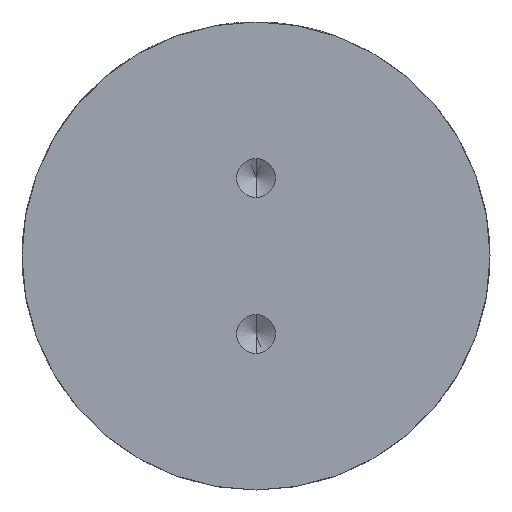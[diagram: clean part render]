
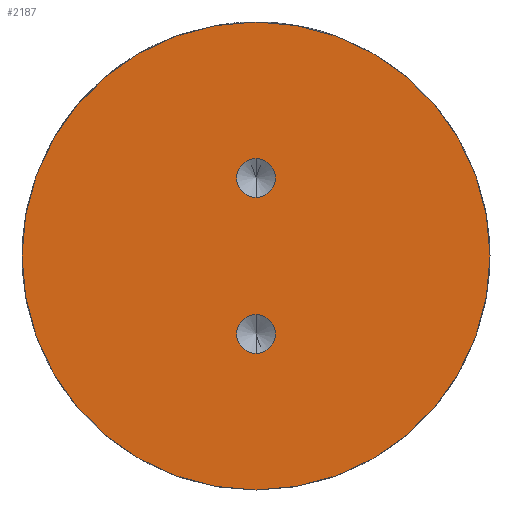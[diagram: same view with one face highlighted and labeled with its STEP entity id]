
A CAD part, front view. The second image highlights one B-rep face of the part: STEP entity #2187.
In plain terms, the highlighted planar face has unit normal (0, -1, 0).
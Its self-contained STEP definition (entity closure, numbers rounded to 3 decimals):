
#8 = DIRECTION ( 'NONE',  ( 0., -1., 0. ) ) ;
#77 = CIRCLE ( 'NONE', #251, 1.25 ) ;
#120 = DIRECTION ( 'NONE',  ( 0., 0., 1. ) ) ;
#121 = EDGE_LOOP ( 'NONE', ( #356, #2028 ) ) ;
#134 = AXIS2_PLACEMENT_3D ( 'NONE', #666, #1190, #1360 ) ;
#153 = EDGE_CURVE ( 'NONE', #1192, #1880, #2142, .T. ) ;
#156 = CARTESIAN_POINT ( 'NONE',  ( 0., 0., -3.75 ) ) ;
#176 = CARTESIAN_POINT ( 'NONE',  ( 0., 0., 0. ) ) ;
#179 = FACE_BOUND ( 'NONE', #1479, .T. ) ;
#181 = DIRECTION ( 'NONE',  ( 0., 1., 0. ) ) ;
#226 = ORIENTED_EDGE ( 'NONE', *, *, #153, .F. ) ;
#231 = ORIENTED_EDGE ( 'NONE', *, *, #1234, .F. ) ;
#251 = AXIS2_PLACEMENT_3D ( 'NONE', #2038, #8, #2053 ) ;
#279 = DIRECTION ( 'NONE',  ( 0., 0., -1. ) ) ;
#308 = AXIS2_PLACEMENT_3D ( 'NONE', #1483, #1293, #279 ) ;
#337 = DIRECTION ( 'NONE',  ( 0., 0., 1. ) ) ;
#356 = ORIENTED_EDGE ( 'NONE', *, *, #1838, .F. ) ;
#422 = DIRECTION ( 'NONE',  ( 0., -1., 0. ) ) ;
#437 = ORIENTED_EDGE ( 'NONE', *, *, #1698, .F. ) ;
#440 = CIRCLE ( 'NONE', #134, 1.25 ) ;
#487 = PLANE ( 'NONE',  #629 ) ;
#559 = DIRECTION ( 'NONE',  ( 0., 0., 1. ) ) ;
#609 = FACE_BOUND ( 'NONE', #1019, .T. ) ;
#629 = AXIS2_PLACEMENT_3D ( 'NONE', #176, #181, #337 ) ;
#666 = CARTESIAN_POINT ( 'NONE',  ( 0., 0., -5. ) ) ;
#752 = EDGE_CURVE ( 'NONE', #2110, #1249, #2192, .T. ) ;
#758 = CARTESIAN_POINT ( 'NONE',  ( 0., 0., 5. ) ) ;
#767 = CARTESIAN_POINT ( 'NONE',  ( 0., 0., 0. ) ) ;
#769 = DIRECTION ( 'NONE',  ( 0., 0., -1. ) ) ;
#775 = CARTESIAN_POINT ( 'NONE',  ( 0., 0., -6.25 ) ) ;
#847 = CIRCLE ( 'NONE', #2081, 15. ) ;
#913 = ORIENTED_EDGE ( 'NONE', *, *, #2189, .F. ) ;
#916 = CIRCLE ( 'NONE', #1510, 1.25 ) ;
#981 = CARTESIAN_POINT ( 'NONE',  ( 0., 0., 6.25 ) ) ;
#1019 = EDGE_LOOP ( 'NONE', ( #231, #913 ) ) ;
#1090 = DIRECTION ( 'NONE',  ( 0., 1., 0. ) ) ;
#1190 = DIRECTION ( 'NONE',  ( 0., -1., 0. ) ) ;
#1192 = VERTEX_POINT ( 'NONE', #775 ) ;
#1200 = CARTESIAN_POINT ( 'NONE',  ( 0., 0., 3.75 ) ) ;
#1234 = EDGE_CURVE ( 'NONE', #1973, #1589, #916, .T. ) ;
#1249 = VERTEX_POINT ( 'NONE', #1822 ) ;
#1275 = DIRECTION ( 'NONE',  ( 0., 1., 0. ) ) ;
#1293 = DIRECTION ( 'NONE',  ( 0., -1., 0. ) ) ;
#1360 = DIRECTION ( 'NONE',  ( 0., 0., -1. ) ) ;
#1479 = EDGE_LOOP ( 'NONE', ( #226, #437 ) ) ;
#1483 = CARTESIAN_POINT ( 'NONE',  ( 0., 0., -5. ) ) ;
#1510 = AXIS2_PLACEMENT_3D ( 'NONE', #758, #422, #769 ) ;
#1589 = VERTEX_POINT ( 'NONE', #981 ) ;
#1608 = FACE_OUTER_BOUND ( 'NONE', #121, .T. ) ;
#1698 = EDGE_CURVE ( 'NONE', #1880, #1192, #440, .T. ) ;
#1819 = AXIS2_PLACEMENT_3D ( 'NONE', #2120, #1090, #559 ) ;
#1822 = CARTESIAN_POINT ( 'NONE',  ( 0., 0., -15. ) ) ;
#1838 = EDGE_CURVE ( 'NONE', #1249, #2110, #847, .T. ) ;
#1867 = CARTESIAN_POINT ( 'NONE',  ( 0., 0., 15. ) ) ;
#1880 = VERTEX_POINT ( 'NONE', #156 ) ;
#1973 = VERTEX_POINT ( 'NONE', #1200 ) ;
#2028 = ORIENTED_EDGE ( 'NONE', *, *, #752, .F. ) ;
#2038 = CARTESIAN_POINT ( 'NONE',  ( 0., 0., 5. ) ) ;
#2053 = DIRECTION ( 'NONE',  ( 0., 0., -1. ) ) ;
#2081 = AXIS2_PLACEMENT_3D ( 'NONE', #767, #1275, #120 ) ;
#2110 = VERTEX_POINT ( 'NONE', #1867 ) ;
#2120 = CARTESIAN_POINT ( 'NONE',  ( 0., 0., 0. ) ) ;
#2142 = CIRCLE ( 'NONE', #308, 1.25 ) ;
#2187 = ADVANCED_FACE ( 'NONE', ( #609, #179, #1608 ), #487, .F. ) ;
#2189 = EDGE_CURVE ( 'NONE', #1589, #1973, #77, .T. ) ;
#2192 = CIRCLE ( 'NONE', #1819, 15. ) ;
